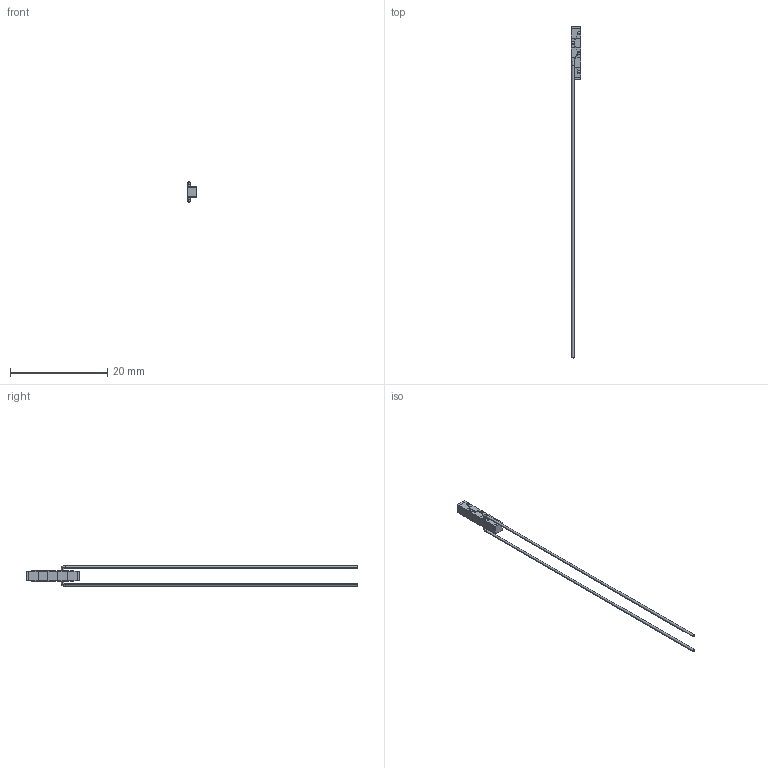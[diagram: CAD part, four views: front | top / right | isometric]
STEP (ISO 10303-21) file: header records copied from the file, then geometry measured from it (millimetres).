
FILE_DESCRIPTION (( 'STEP AP214' ), '1' );
FILE_NAME ('PK3CMP2.STEP', '2014-10-11T07:40:33', ( '' ), ( '' ), 'SwSTEP 2.0', 'SolidWorks 2012', '' );
FILE_SCHEMA (( 'AUTOMOTIVE_DESIGN' ));
Length unit declared in the file: millimetre
Products named in the file (1): PK3CMP2
Bounding box: 2 x 68.1 x 4.18 mm (x, y, z)
Volume: 68.6 mm3; surface area: 339.1 mm2
Topology: 3 solids, 3 shells, 124 faces, 320 edges, 194 vertices
Faces by surface type: plane 50, cylinder 46, sphere 20, bspline 8
Entity records: 5402 total; most frequent: CARTESIAN_POINT 1851, ORIENTED_EDGE 640, DIRECTION 568, EDGE_CURVE 320, AXIS2_PLACEMENT_3D 203, VERTEX_POINT 194, LINE 162, VECTOR 162
